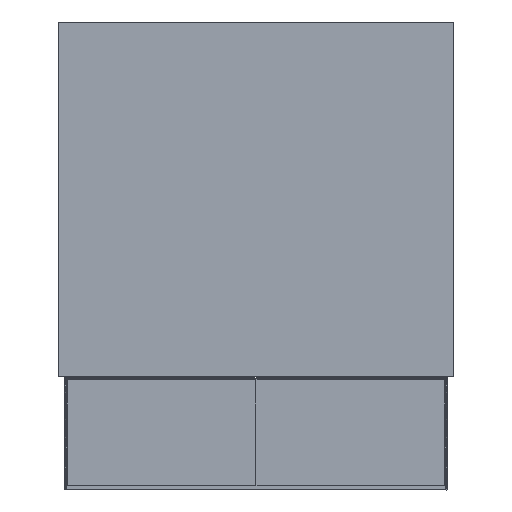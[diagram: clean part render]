
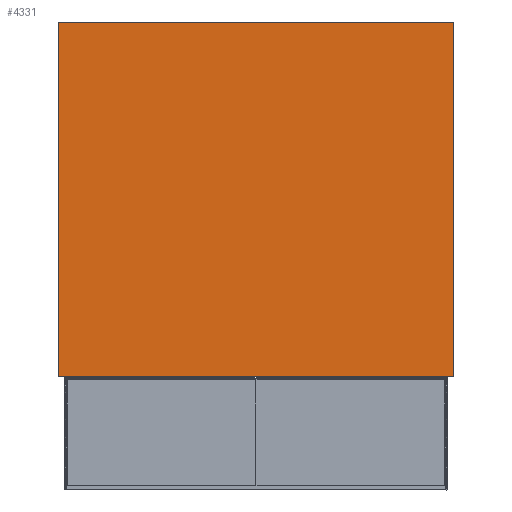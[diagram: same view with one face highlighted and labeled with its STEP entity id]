
A CAD part, front view. The second image highlights one B-rep face of the part: STEP entity #4331.
In plain terms, the highlighted planar face has unit normal (0, -1, 0).
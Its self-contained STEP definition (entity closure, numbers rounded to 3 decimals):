
#39 = DIRECTION ( 'NONE',  ( 0., 0., -1. ) ) ;
#375 = DIRECTION ( 'NONE',  ( 0., 1., 0. ) ) ;
#684 = LINE ( 'NONE', #3134, #7950 ) ;
#1350 = EDGE_LOOP ( 'NONE', ( #2836, #5523, #8105, #9805 ) ) ;
#1511 = CARTESIAN_POINT ( 'NONE',  ( 387.5, 0., 347.5 ) ) ;
#1960 = EDGE_CURVE ( 'NONE', #7046, #8395, #5746, .T. ) ;
#2553 = CARTESIAN_POINT ( 'NONE',  ( -387.5, 0., 347.5 ) ) ;
#2688 = VECTOR ( 'NONE', #7967, 1000. ) ;
#2836 = ORIENTED_EDGE ( 'NONE', *, *, #7980, .F. ) ;
#3134 = CARTESIAN_POINT ( 'NONE',  ( -387.5, 0., 347.5 ) ) ;
#3239 = DIRECTION ( 'NONE',  ( 0., 0., 1. ) ) ;
#3402 = VERTEX_POINT ( 'NONE', #1511 ) ;
#3854 = VERTEX_POINT ( 'NONE', #6613 ) ;
#3981 = VECTOR ( 'NONE', #4749, 1000. ) ;
#4074 = EDGE_CURVE ( 'NONE', #8395, #3402, #684, .T. ) ;
#4331 = ADVANCED_FACE ( 'NONE', ( #8565 ), #5955, .F. ) ;
#4679 = VECTOR ( 'NONE', #39, 1000. ) ;
#4749 = DIRECTION ( 'NONE',  ( 0., 0., 1. ) ) ;
#5172 = EDGE_CURVE ( 'NONE', #3854, #7046, #5874, .T. ) ;
#5358 = CARTESIAN_POINT ( 'NONE',  ( 387.5, 0., -347.5 ) ) ;
#5523 = ORIENTED_EDGE ( 'NONE', *, *, #4074, .F. ) ;
#5746 = LINE ( 'NONE', #9326, #3981 ) ;
#5874 = LINE ( 'NONE', #7231, #2688 ) ;
#5955 = PLANE ( 'NONE',  #9396 ) ;
#6081 = CARTESIAN_POINT ( 'NONE',  ( -387.5, 0., -347.5 ) ) ;
#6143 = DIRECTION ( 'NONE',  ( 1., 0., 0. ) ) ;
#6613 = CARTESIAN_POINT ( 'NONE',  ( 387.5, 0., -347.5 ) ) ;
#6939 = LINE ( 'NONE', #5358, #4679 ) ;
#7046 = VERTEX_POINT ( 'NONE', #6081 ) ;
#7231 = CARTESIAN_POINT ( 'NONE',  ( -387.5, 0., -347.5 ) ) ;
#7950 = VECTOR ( 'NONE', #6143, 1000. ) ;
#7967 = DIRECTION ( 'NONE',  ( -1., 0., 0. ) ) ;
#7980 = EDGE_CURVE ( 'NONE', #3402, #3854, #6939, .T. ) ;
#8105 = ORIENTED_EDGE ( 'NONE', *, *, #1960, .F. ) ;
#8395 = VERTEX_POINT ( 'NONE', #2553 ) ;
#8457 = CARTESIAN_POINT ( 'NONE',  ( 0., 0., 0. ) ) ;
#8565 = FACE_OUTER_BOUND ( 'NONE', #1350, .T. ) ;
#9326 = CARTESIAN_POINT ( 'NONE',  ( -387.5, 0., -347.5 ) ) ;
#9396 = AXIS2_PLACEMENT_3D ( 'NONE', #8457, #375, #3239 ) ;
#9805 = ORIENTED_EDGE ( 'NONE', *, *, #5172, .F. ) ;
